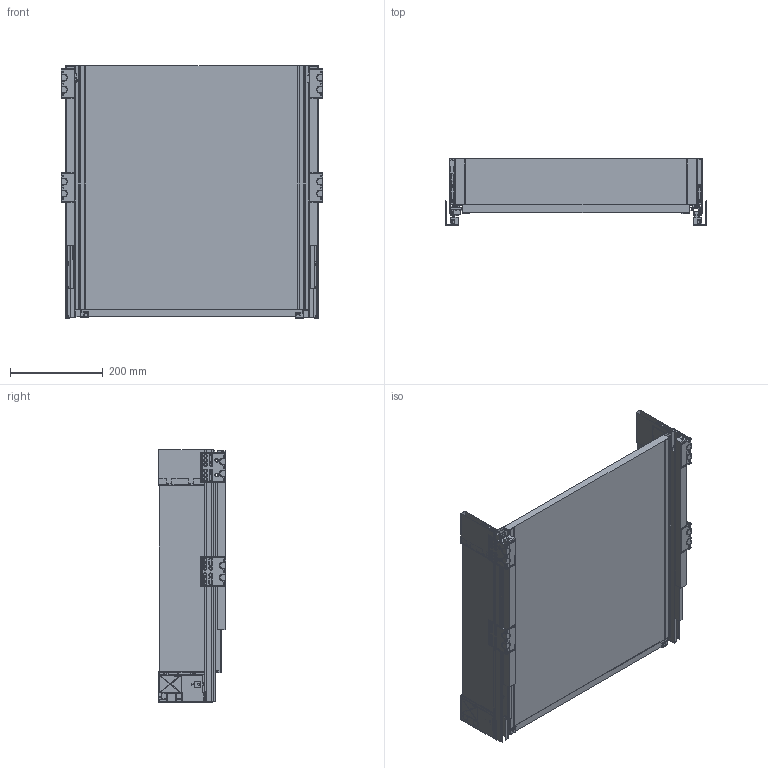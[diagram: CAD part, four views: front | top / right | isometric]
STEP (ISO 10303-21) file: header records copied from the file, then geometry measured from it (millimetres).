
FILE_DESCRIPTION(/* description */ (''),/* implementation_level */ '2;1');
FILE_NAME(/* name */ 'AXIS PRO GLASS 116_550.stp',/* time_stamp */ '2023-08-08T14:03:29+02:00',/* author */ ('tomaszw'),/* organization */ (''),/* preprocessor_version */ 'ST-DEVELOPER v19.2',/* originating_system */ 'Autodesk Inventor 2023',/* authorisation */ '');
FILE_SCHEMA (('AUTOMOTIVE_DESIGN { 1 0 10303 214 3 1 1 }'));
Products named in the file (2): AXIS PRO GLASS; AXIS PRO GLASS_116_550
Assembly tree (1 placements, depth 2):
  AXIS PRO GLASS
    AXIS PRO GLASS_116_550
Bounding box: 563.9 x 146.5 x 545.26 mm (x, y, z)
Volume: 6352442.5 mm3; surface area: 1619769.5 mm2
Topology: 41 solids, 45 shells, 4299 faces, 11550 edges, 7336 vertices
Faces by surface type: plane 2434, cylinder 1162, bspline 333, torus 142, sphere 122, cone 106
Full cylindrical faces by diameter (mm): 2.4 x8, 2.8 x4, 2.9 x1, 3.7 x3, 3.8 x2, 4 x2, 4.134 x8, 4.85 x8, 5 x13, 5.5 x1, 6 x38, 7 x2, 7.5 x2, 8.5 x4, 8.8 x8, 9.2 x2, 10 x10, 10.4 x4
Entity records: 195509 total; most frequent: CARTESIAN_POINT 86361, ORIENTED_EDGE 22958, DIRECTION 21055, EDGE_CURVE 11493, LINE 7765, VECTOR 7765, VERTEX_POINT 7360, AXIS2_PLACEMENT_3D 6645
